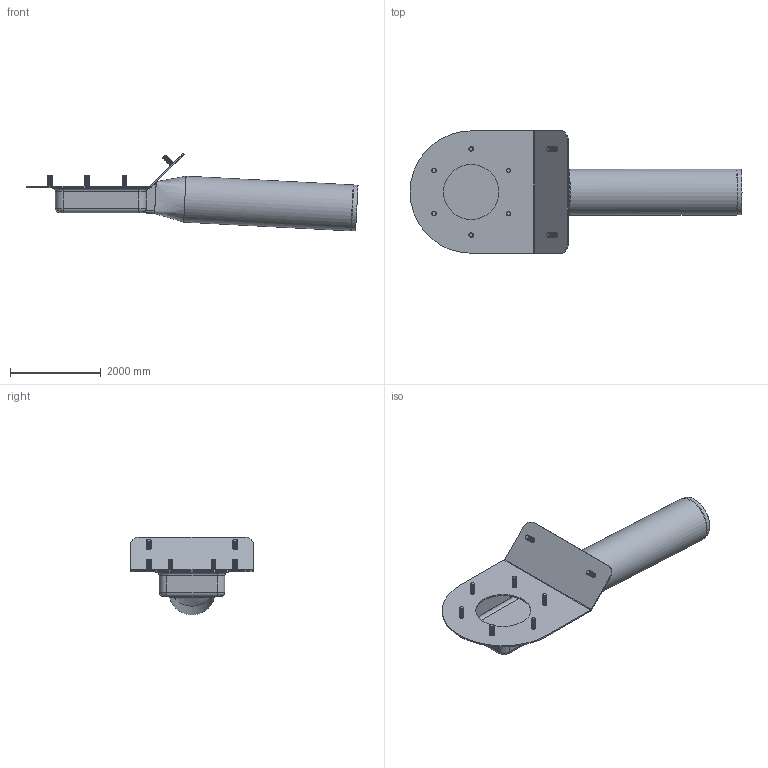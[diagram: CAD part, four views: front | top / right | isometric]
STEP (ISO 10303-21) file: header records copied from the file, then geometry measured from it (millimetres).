
FILE_DESCRIPTION(/* description */ (''),/* implementation_level */ '2;1');
FILE_NAME(/* name */ '01368.100X_3D.stp',/* time_stamp */ '2024-12-11T13:26:54+01:00',/* author */ ('CAD'),/* organization */ (''),/* preprocessor_version */ 'ST-DEVELOPER v20',/* originating_system */ 'AutoCAD Mechanical',/* authorisation */ '');
FILE_SCHEMA (('AUTOMOTIVE_DESIGN { 1 0 10303 214 3 1 1 }'));
Length unit declared in the file: centimetre
Products named in the file (2): Product; *S0
Assembly tree (1 placements, depth 2):
  Product
    *S0
Bounding box: 7326.23 x 2700 x 1717.33 mm (x, y, z)
Volume: 541978588.2 mm3; surface area: 59192215.7 mm2
Topology: 9 solids, 9 shells, 352 faces, 810 edges, 454 vertices
Faces by surface type: cone 199, plane 55, cylinder 52, bspline 32, torus 14
Full cylindrical faces by diameter (mm): 100 x2, 992 x1, 1016 x1, 1220 x1
Entity records: 14349 total; most frequent: CARTESIAN_POINT 6574, DIRECTION 1677, ORIENTED_EDGE 1576, EDGE_CURVE 788, AXIS2_PLACEMENT_3D 661, VERTEX_POINT 454, EDGE_LOOP 356, LINE 355
